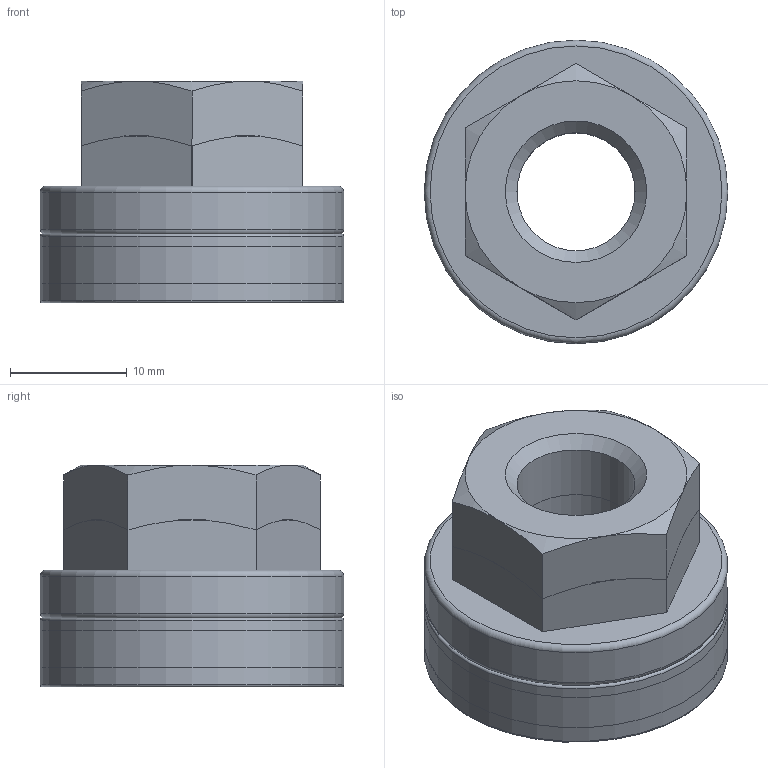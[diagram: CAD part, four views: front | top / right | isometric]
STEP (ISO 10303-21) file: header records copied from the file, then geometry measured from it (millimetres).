
FILE_DESCRIPTION( ( 'Unknown' ), '1' );
FILE_NAME( 'PT41-1219.stp', 'Unknown', ( 'Unknown' ), ( 'Unknown' ), 'XStep 1.0', 'Unknown', ' ' );
FILE_SCHEMA( ( 'CONFIG_CONTROL_DESIGN' ) );
Length unit declared in the file: millimetre
Products named in the file (3): Assem1; 1; 2
Bounding box: 26 x 26 x 19 mm (x, y, z)
Volume: 12103.3 mm3; surface area: 7171.6 mm2
Topology: 4 solids, 4 shells, 60 faces, 126 edges, 74 vertices
Faces by surface type: cone 20, plane 20, cylinder 8, torus 8, sphere 4
Full cylindrical faces by diameter (mm): 10.11 x2, 15 x2, 26 x4
Entity records: 896 total; most frequent: CARTESIAN_POINT 187, DIRECTION 124, ORIENTED_EDGE 94, AXIS2_PLACEMENT_3D 56, EDGE_LOOP 48, EDGE_CURVE 47, FACE_OUTER_BOUND 40, VERTEX_POINT 35
